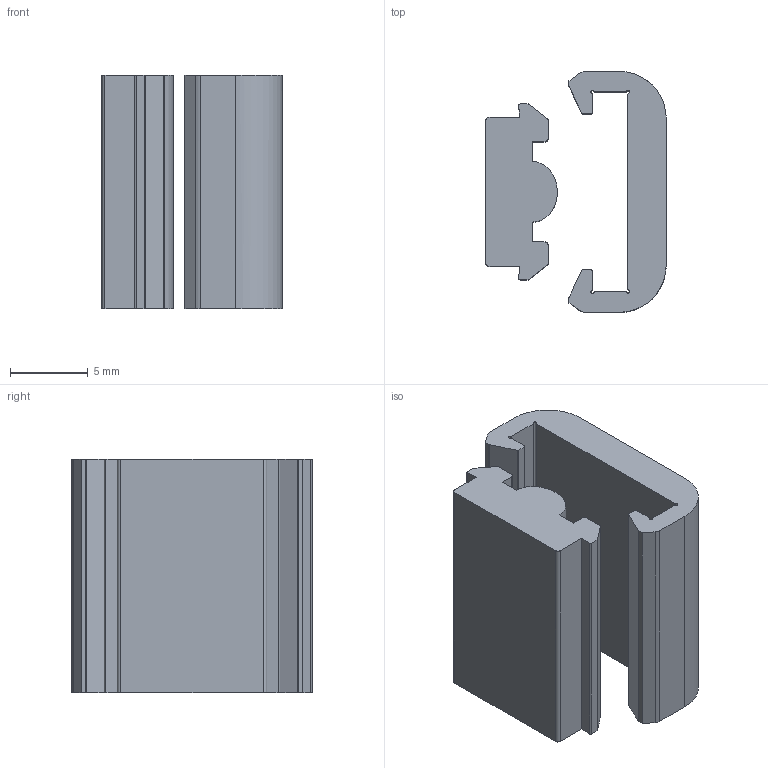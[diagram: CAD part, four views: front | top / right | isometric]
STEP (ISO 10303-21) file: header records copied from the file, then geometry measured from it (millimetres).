
FILE_DESCRIPTION(/* description */ (''),/* implementation_level */ '2;1');
FILE_NAME(/* name */ 'RIBBON~3',/* time_stamp */ '2025-05-28T20:11:03+03:00',/* author */ (''),/* organization */ (''),/* preprocessor_version */ 'ST-DEVELOPER v16.5',/* originating_system */ '',/* authorisation */ '');
FILE_SCHEMA (('CONFIG_CONTROL_DESIGN'));
Length unit declared in the file: millimetre
Products named in the file (1): Document
Bounding box: 11.57 x 15.46 x 15 mm (x, y, z)
Volume: 1271.2 mm3; surface area: 1451.3 mm2
Topology: 2 solids, 2 shells, 68 faces, 192 edges, 128 vertices
Faces by surface type: plane 32, cylinder 25, bspline 11
Entity records: 2018 total; most frequent: CARTESIAN_POINT 843, ORIENTED_EDGE 384, EDGE_CURVE 192, VERTEX_POINT 128, ADVANCED_FACE 68, FACE_OUTER_BOUND 68, EDGE_LOOP 68, DIRECTION 61
